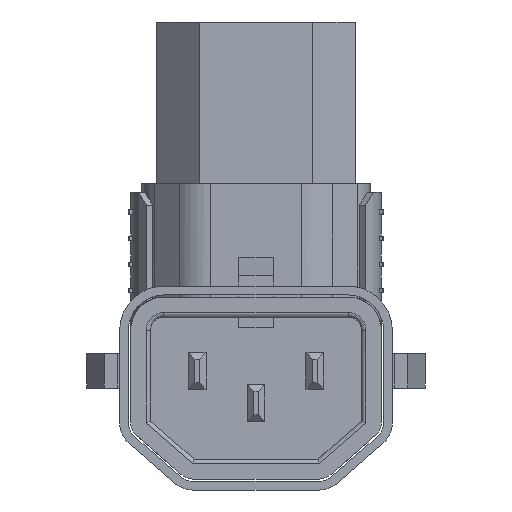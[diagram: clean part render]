
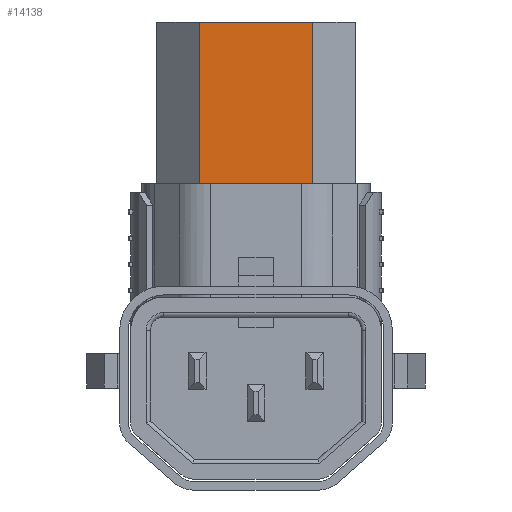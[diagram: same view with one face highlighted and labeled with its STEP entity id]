
A CAD part, left-side view. The second image highlights one B-rep face of the part: STEP entity #14138.
In plain terms, the highlighted face is planar.
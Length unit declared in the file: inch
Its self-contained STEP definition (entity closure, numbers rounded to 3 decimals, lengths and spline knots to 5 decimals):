
#164 = EDGE_CURVE ( 'NONE', #8457, #14209, #3750, .T. ) ;
#391 = DIRECTION ( 'NONE',  ( 0., 0., -1. ) ) ;
#517 = ORIENTED_EDGE ( 'NONE', *, *, #13372, .T. ) ;
#903 = VECTOR ( 'NONE', #1521, 39.37008 ) ;
#1301 = CARTESIAN_POINT ( 'NONE',  ( 0.30512, -0.72835, 0.25591 ) ) ;
#1521 = DIRECTION ( 'NONE',  ( 0., 0., -1. ) ) ;
#3516 = VECTOR ( 'NONE', #13673, 39.37008 ) ;
#3613 = VECTOR ( 'NONE', #7421, 39.37008 ) ;
#3750 = LINE ( 'NONE', #1301, #3613 ) ;
#3820 = CARTESIAN_POINT ( 'NONE',  ( 0.30512, 0., -0.25591 ) ) ;
#3837 = PLANE ( 'NONE',  #14498 ) ;
#3917 = ORIENTED_EDGE ( 'NONE', *, *, #11980, .F. ) ;
#4471 = ORIENTED_EDGE ( 'NONE', *, *, #164, .F. ) ;
#4557 = EDGE_CURVE ( 'NONE', #8457, #12506, #14267, .T. ) ;
#5005 = CARTESIAN_POINT ( 'NONE',  ( 0.30512, -0.72835, -0.25591 ) ) ;
#5359 = CARTESIAN_POINT ( 'NONE',  ( 0.30512, -0.72835, -0.25591 ) ) ;
#5652 = CARTESIAN_POINT ( 'NONE',  ( 0.30512, 0., -0.25591 ) ) ;
#6205 = VERTEX_POINT ( 'NONE', #5652 ) ;
#7020 = CARTESIAN_POINT ( 'NONE',  ( 0.30512, -0.72835, -0.25591 ) ) ;
#7421 = DIRECTION ( 'NONE',  ( 0., 1., 0. ) ) ;
#8457 = VERTEX_POINT ( 'NONE', #13116 ) ;
#8715 = LINE ( 'NONE', #3820, #903 ) ;
#11114 = DIRECTION ( 'NONE',  ( 1., 0., 0. ) ) ;
#11266 = FACE_OUTER_BOUND ( 'NONE', #12192, .T. ) ;
#11980 = EDGE_CURVE ( 'NONE', #14209, #6205, #8715, .T. ) ;
#12192 = EDGE_LOOP ( 'NONE', ( #3917, #4471, #13045, #517 ) ) ;
#12506 = VERTEX_POINT ( 'NONE', #7020 ) ;
#13045 = ORIENTED_EDGE ( 'NONE', *, *, #4557, .T. ) ;
#13116 = CARTESIAN_POINT ( 'NONE',  ( 0.30512, -0.72835, 0.25591 ) ) ;
#13372 = EDGE_CURVE ( 'NONE', #12506, #6205, #15865, .T. ) ;
#13673 = DIRECTION ( 'NONE',  ( 0., 1., 0. ) ) ;
#13794 = CARTESIAN_POINT ( 'NONE',  ( 0.30512, -0.72835, -0.25591 ) ) ;
#13843 = VECTOR ( 'NONE', #391, 39.37008 ) ;
#14138 = ADVANCED_FACE ( 'NONE', ( #11266 ), #3837, .T. ) ;
#14209 = VERTEX_POINT ( 'NONE', #15326 ) ;
#14267 = LINE ( 'NONE', #5359, #13843 ) ;
#14498 = AXIS2_PLACEMENT_3D ( 'NONE', #13794, #11114, #14850 ) ;
#14850 = DIRECTION ( 'NONE',  ( 0., 0., -1. ) ) ;
#15326 = CARTESIAN_POINT ( 'NONE',  ( 0.30512, 0., 0.25591 ) ) ;
#15865 = LINE ( 'NONE', #5005, #3516 ) ;
